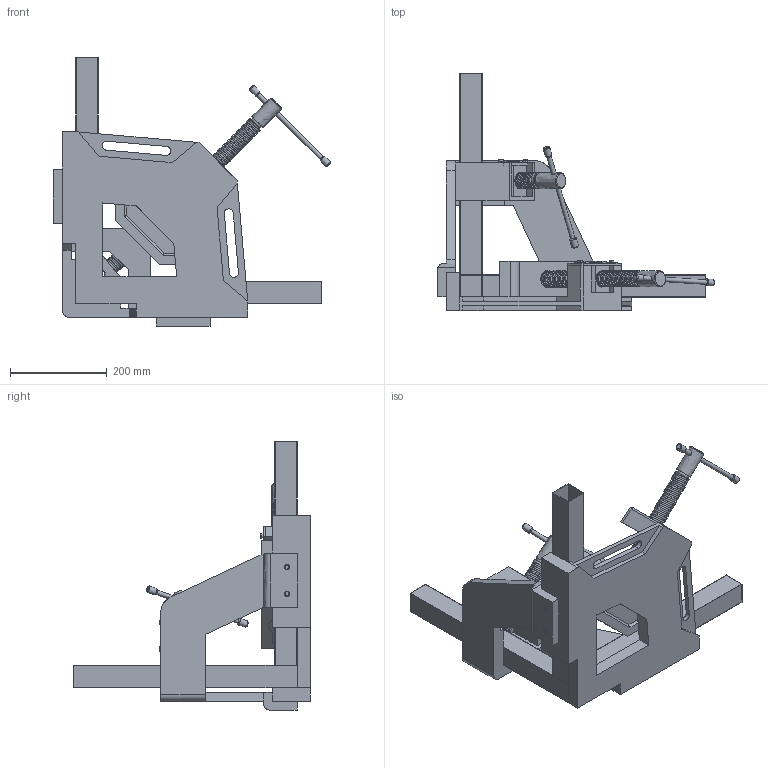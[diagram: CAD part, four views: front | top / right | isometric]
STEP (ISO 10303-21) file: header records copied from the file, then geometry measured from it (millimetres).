
FILE_DESCRIPTION(('FreeCAD Model'),'2;1');
FILE_NAME('Open CASCADE Shape Model','2025-04-29T13:24:52',('FreeCAD'),( 'FreeCAD'),'Open CASCADE STEP processor 7.6','FreeCAD','Unknown');
FILE_SCHEMA(('AUTOMOTIVE_DESIGN { 1 0 10303 214 1 1 1 1 }'));
Products named in the file (1): Open CASCADE STEP translator 7.6 1
Bounding box: 573.74 x 490.87 x 555.7 mm (x, y, z)
Volume: 8067957.7 mm3; surface area: 1458356.7 mm2
Topology: 39 solids, 39 shells, 996 faces, 2741 edges, 1874 vertices
Faces by surface type: bspline 996
Entity records: 81221 total; most frequent: CARTESIAN_POINT 65295, ORIENTED_EDGE 5456, EDGE_CURVE 2728, B_SPLINE_CURVE_WITH_KNOTS 2077, VERTEX_POINT 1874, FACE_BOUND 1126, EDGE_LOOP 1126, ADVANCED_FACE 996
